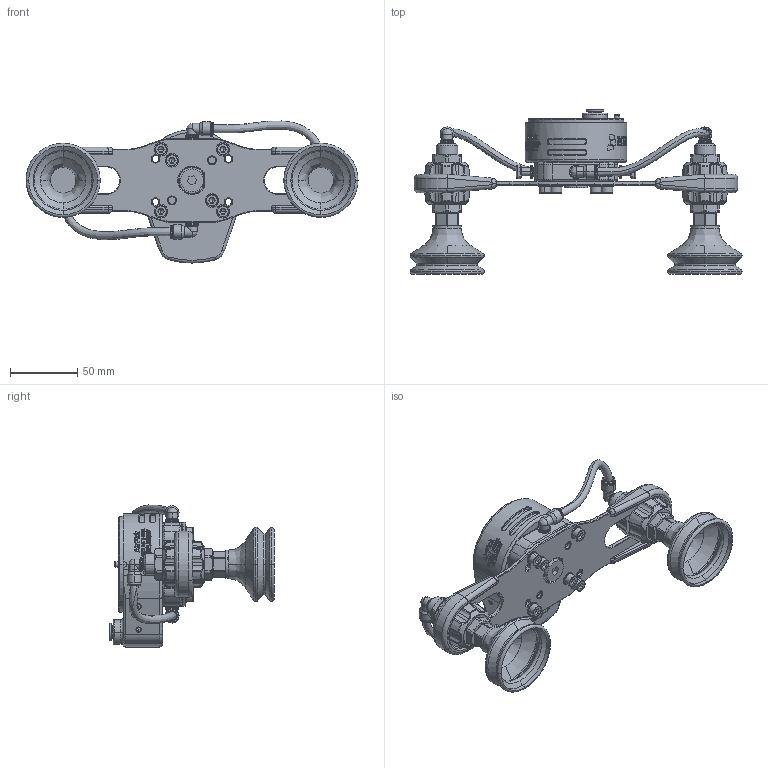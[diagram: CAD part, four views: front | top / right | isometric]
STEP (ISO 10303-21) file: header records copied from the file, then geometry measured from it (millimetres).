
FILE_DESCRIPTION (( 'STEP AP214' ), '1' );
FILE_NAME ('AirPick - Ensemble 2 Ventouses.STEP', '2019-04-29T17:24:41', ( '' ), ( '' ), 'SwSTEP 2.0', 'SolidWorks 2019', '' );
FILE_SCHEMA (( 'AUTOMOTIVE_DESIGN' ));
Length unit declared in the file: millimetre
Products named in the file (3): AirPick - Ensemble 2 Ventouses; ENSEMBLE 2 VENTOUSES; AirPick
Assembly tree (2 placements, depth 2):
  AirPick - Ensemble 2 Ventouses
    AirPick
    ENSEMBLE 2 VENTOUSES
Bounding box: 246 x 122.03 x 105.25 mm (x, y, z)
Volume: 348226.2 mm3; surface area: 143650.1 mm2
Topology: 34 solids, 37 shells, 4092 faces, 10432 edges, 6531 vertices
Faces by surface type: bspline 1560, cylinder 1102, plane 851, cone 522, torus 44, sphere 13
Entity records: 222265 total; most frequent: CARTESIAN_POINT 128327, ORIENTED_EDGE 20700, DIRECTION 14122, EDGE_CURVE 10350, VERTEX_POINT 6531, AXIS2_PLACEMENT_3D 5644, EDGE_LOOP 4395, B_SPLINE_CURVE_WITH_KNOTS 4161
